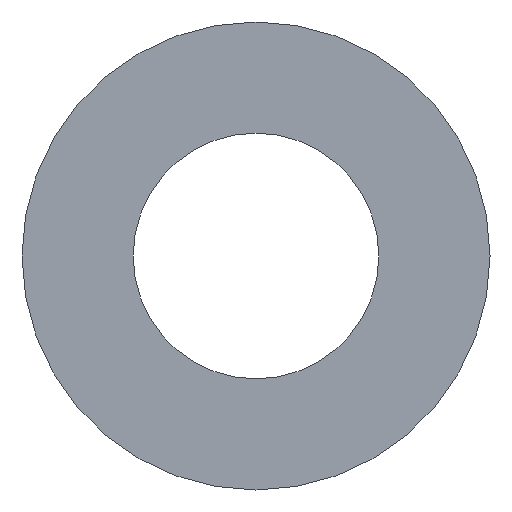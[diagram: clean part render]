
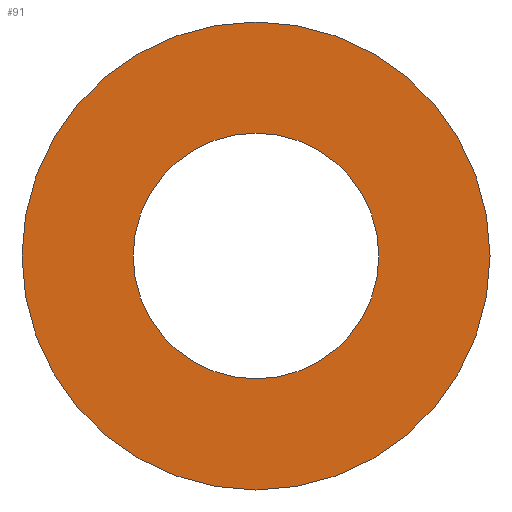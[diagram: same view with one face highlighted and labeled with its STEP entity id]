
A CAD part, left-side view. The second image highlights one B-rep face of the part: STEP entity #91.
In plain terms, the highlighted planar face has unit normal (-1, 0, 0).
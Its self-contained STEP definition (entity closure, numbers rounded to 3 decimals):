
#2 = CARTESIAN_POINT ( 'NONE',  ( 0., 0., -5.25 ) ) ;
#14 = CARTESIAN_POINT ( 'NONE',  ( 0., 0., 0. ) ) ;
#15 = DIRECTION ( 'NONE',  ( 0., 0., -1. ) ) ;
#16 = DIRECTION ( 'NONE',  ( 0., 0., -1. ) ) ;
#37 = CIRCLE ( 'NONE', #151, 10. ) ;
#39 = DIRECTION ( 'NONE',  ( 1., 0., 0. ) ) ;
#47 = CARTESIAN_POINT ( 'NONE',  ( 0., 0., 0. ) ) ;
#53 = AXIS2_PLACEMENT_3D ( 'NONE', #201, #39, #15 ) ;
#54 = ORIENTED_EDGE ( 'NONE', *, *, #119, .F. ) ;
#58 = DIRECTION ( 'NONE',  ( 1., 0., 0. ) ) ;
#61 = CARTESIAN_POINT ( 'NONE',  ( 0., 0., 0. ) ) ;
#69 = EDGE_CURVE ( 'NONE', #95, #235, #246, .T. ) ;
#84 = FACE_OUTER_BOUND ( 'NONE', #141, .T. ) ;
#91 = ADVANCED_FACE ( 'NONE', ( #84, #106 ), #183, .F. ) ;
#94 = EDGE_CURVE ( 'NONE', #99, #96, #98, .T. ) ;
#95 = VERTEX_POINT ( 'NONE', #101 ) ;
#96 = VERTEX_POINT ( 'NONE', #245 ) ;
#98 = CIRCLE ( 'NONE', #53, 5.25 ) ;
#99 = VERTEX_POINT ( 'NONE', #2 ) ;
#101 = CARTESIAN_POINT ( 'NONE',  ( 0., 0., 10. ) ) ;
#106 = FACE_BOUND ( 'NONE', #188, .T. ) ;
#119 = EDGE_CURVE ( 'NONE', #235, #95, #37, .T. ) ;
#122 = CARTESIAN_POINT ( 'NONE',  ( 0., 0., 0. ) ) ;
#125 = DIRECTION ( 'NONE',  ( 1., 0., 0. ) ) ;
#130 = CARTESIAN_POINT ( 'NONE',  ( 0., 0., -10. ) ) ;
#141 = EDGE_LOOP ( 'NONE', ( #170, #54 ) ) ;
#151 = AXIS2_PLACEMENT_3D ( 'NONE', #122, #58, #16 ) ;
#159 = DIRECTION ( 'NONE',  ( 0., 0., -1. ) ) ;
#163 = DIRECTION ( 'NONE',  ( 0., 0., -1. ) ) ;
#170 = ORIENTED_EDGE ( 'NONE', *, *, #69, .F. ) ;
#171 = ORIENTED_EDGE ( 'NONE', *, *, #230, .T. ) ;
#177 = DIRECTION ( 'NONE',  ( 1., 0., 0. ) ) ;
#183 = PLANE ( 'NONE',  #216 ) ;
#188 = EDGE_LOOP ( 'NONE', ( #171, #260 ) ) ;
#191 = AXIS2_PLACEMENT_3D ( 'NONE', #47, #250, #252 ) ;
#201 = CARTESIAN_POINT ( 'NONE',  ( 0., 0., 0. ) ) ;
#216 = AXIS2_PLACEMENT_3D ( 'NONE', #14, #177, #163 ) ;
#230 = EDGE_CURVE ( 'NONE', #96, #99, #249, .T. ) ;
#234 = AXIS2_PLACEMENT_3D ( 'NONE', #61, #125, #159 ) ;
#235 = VERTEX_POINT ( 'NONE', #130 ) ;
#245 = CARTESIAN_POINT ( 'NONE',  ( 0., 0., 5.25 ) ) ;
#246 = CIRCLE ( 'NONE', #234, 10. ) ;
#249 = CIRCLE ( 'NONE', #191, 5.25 ) ;
#250 = DIRECTION ( 'NONE',  ( 1., 0., 0. ) ) ;
#252 = DIRECTION ( 'NONE',  ( 0., 0., -1. ) ) ;
#260 = ORIENTED_EDGE ( 'NONE', *, *, #94, .T. ) ;
